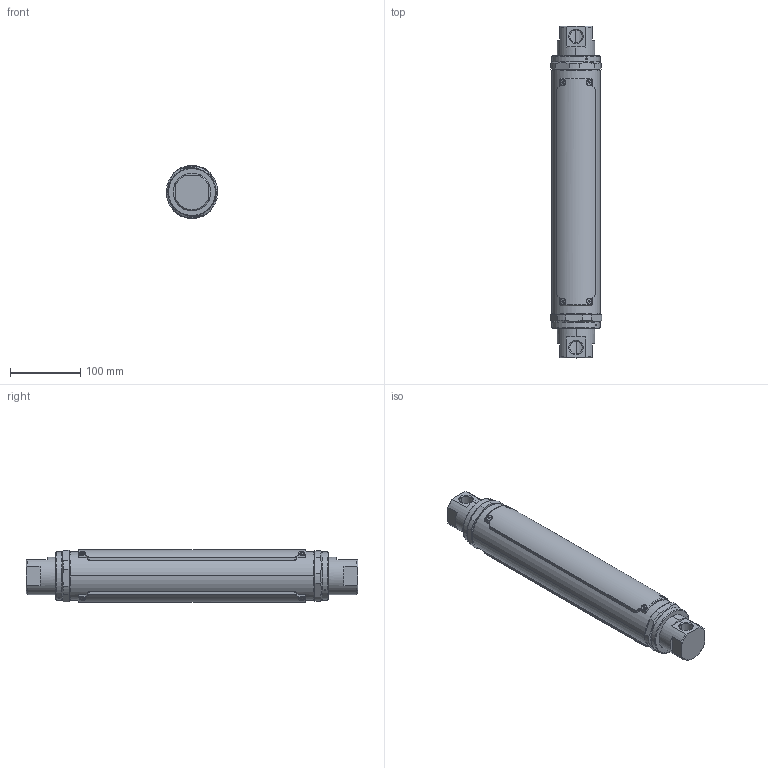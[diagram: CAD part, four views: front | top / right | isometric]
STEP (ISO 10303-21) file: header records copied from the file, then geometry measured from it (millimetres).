
FILE_DESCRIPTION (( 'STEP AP203' ), '1' );
FILE_NAME ('1610-JC-2-AA-0-0.STEP', '2019-06-04T15:51:54', ( 'mrutkowski' ), ( 'Hewlett-Packard Company' ), 'SwSTEP 2.0', 'SolidWorks 2019', '' );
FILE_SCHEMA (( 'CONFIG_CONTROL_DESIGN' ));
Length unit declared in the file: inch
Products named in the file (1): 1610-JC-2-AA-0-0
Bounding box: 73.99 x 474.2 x 75.49 mm (x, y, z)
Surface area: 213526.8 mm2 (no closed solid volume)
Topology: 0 solids, 34 shells, 338 faces, 1106 edges, 795 vertices
Faces by surface type: plane 116, bspline 96, cylinder 92, cone 22, torus 12
Entity records: 20290 total; most frequent: CARTESIAN_POINT 11825, ORIENTED_EDGE 1757, DIRECTION 1383, EDGE_CURVE 1106, VERTEX_POINT 795, AXIS2_PLACEMENT_3D 489, LINE 405, VECTOR 405
